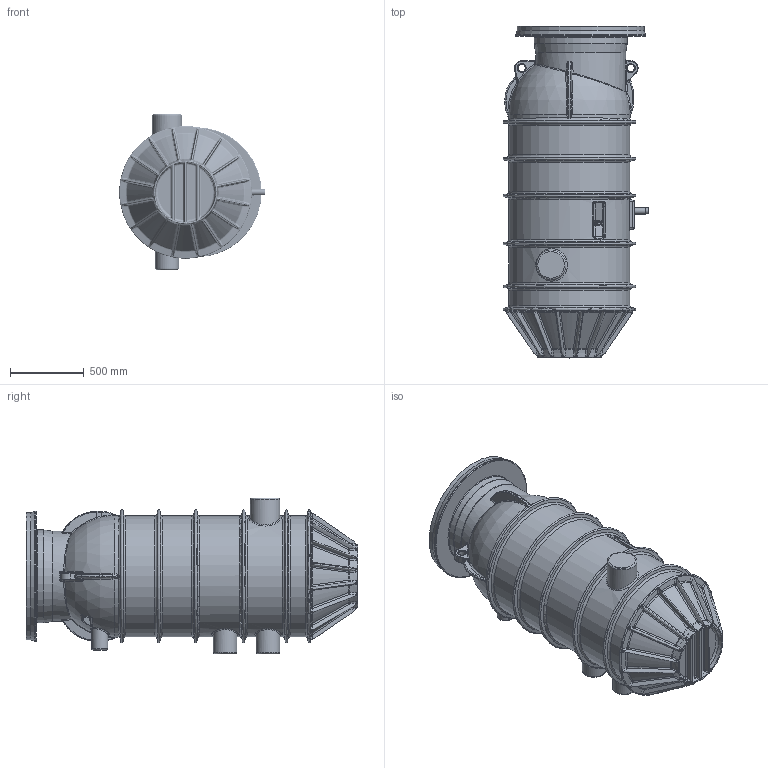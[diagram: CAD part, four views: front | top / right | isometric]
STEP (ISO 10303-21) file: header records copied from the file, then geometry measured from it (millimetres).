
FILE_DESCRIPTION(/* description */ (''),/* implementation_level */ '2;1');
FILE_NAME(/* name */ '2544206c3d001_03.stp',/* time_stamp */ '2023-08-28T15:23:16+02:00',/* author */ (''),/* organization */ ('WILO SE'),/* preprocessor_version */ 'ST-DEVELOPER v16.7',/* originating_system */ 'SIEMENS PLM Software NX 12.0',/* authorisation */ '');
FILE_SCHEMA (('AUTOMOTIVE_DESIGN { 1 0 10303 214 3 1 1 1 }'));
Products named in the file (1): Hild087011143e7o
Bounding box: 988.97 x 2250 x 1056 mm (x, y, z)
Volume: 66816651.6 mm3; surface area: 16646388.2 mm2
Topology: 76 solids, 80 shells, 4555 faces, 11412 edges, 7092 vertices
Faces by surface type: plane 1758, bspline 1276, cylinder 800, cone 372, torus 245, sphere 104
Full cylindrical faces by diameter (mm): 5 x4, 6.2 x2, 8.376 x8, 8.4 x3, 9 x2, 10 x10, 10.5 x4, 11 x4, 13.835 x8, 15.6 x4, 16 x8, 17 x16, 20 x6, 22 x2, 22.5 x8, 24 x2, 26 x2, 30 x20, 30.291 x2, 32 x2, 35 x1, 35.2 x2, 36 x8, 38 x4, 38.952 x4, 41.91 x9, 42.1 x1, 42.2 x4, 42.4 x6, 47.8 x2
Entity records: 303273 total; most frequent: CARTESIAN_POINT 206227, ORIENTED_EDGE 21378, DIRECTION 16527, EDGE_CURVE 10689, VERTEX_POINT 6939, AXIS2_PLACEMENT_3D 6294, EDGE_LOOP 5336, ADVANCED_FACE 4552
